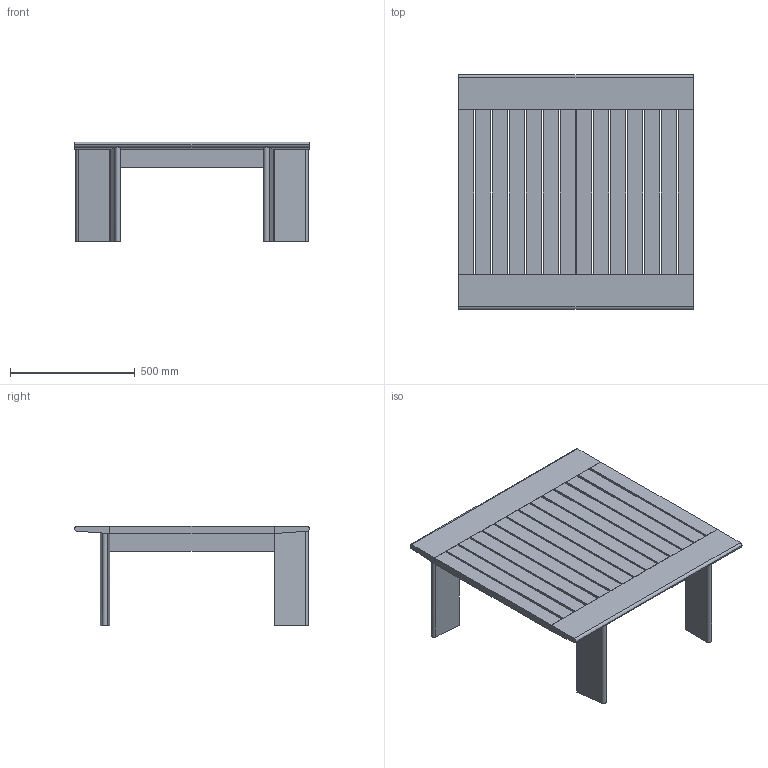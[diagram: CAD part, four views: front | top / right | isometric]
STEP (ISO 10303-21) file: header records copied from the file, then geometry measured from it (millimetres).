
FILE_DESCRIPTION(/* description */ (''),/* implementation_level */ '2;1');
FILE_NAME(/* name */ 'Rail_CB-497S_3D',/* time_stamp */ '2023-10-06T13:29:38+02:00',/* author */ (''),/* organization */ (''),/* preprocessor_version */ 'ST-DEVELOPER v16.5',/* originating_system */ 'Rhino 7.31',/* authorisation */ '');
FILE_SCHEMA (('AUTOMOTIVE_DESIGN'));
Length unit declared in the file: centimetre
Products named in the file (2): Document; Rail_CB-497S
Assembly tree (1 placements, depth 2):
  Document
    Rail_CB-497S
Bounding box: 940 x 940 x 400 mm (x, y, z)
Volume: 34335908.1 mm3; surface area: 3372754.8 mm2
Topology: 24 solids, 24 shells, 148 faces, 300 edges, 200 vertices
Faces by surface type: plane 138, cylinder 6, bspline 4
Entity records: 4131 total; most frequent: CARTESIAN_POINT 1544, ORIENTED_EDGE 600, EDGE_CURVE 300, B_SPLINE_CURVE_WITH_KNOTS 296, VERTEX_POINT 200, DIRECTION 152, ADVANCED_FACE 148, FACE_OUTER_BOUND 148
